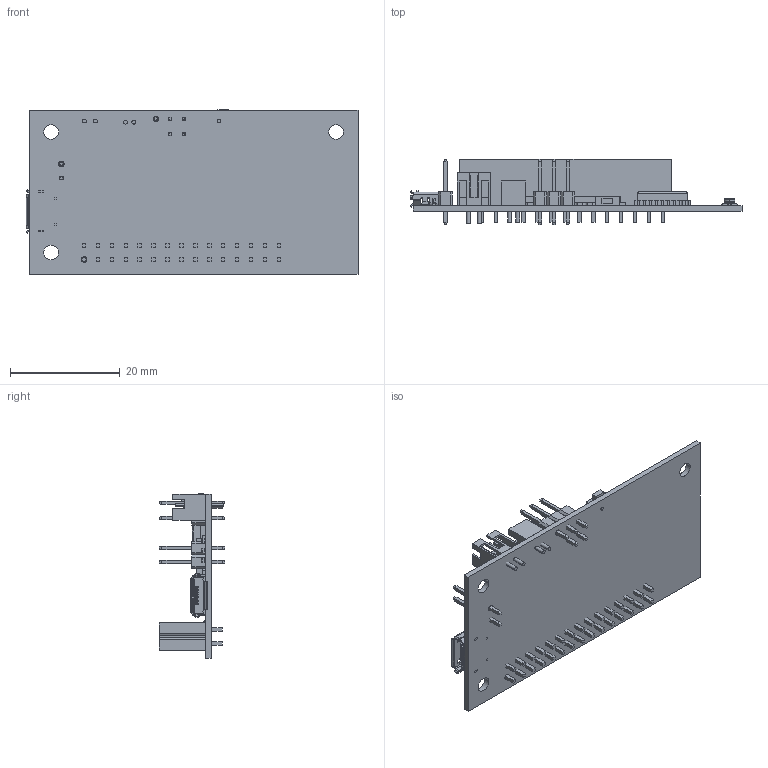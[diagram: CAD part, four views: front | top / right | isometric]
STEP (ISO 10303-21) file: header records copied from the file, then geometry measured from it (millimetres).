
FILE_DESCRIPTION((''),'2;1');
FILE_NAME('PWB-RAK5205_ASM','2020-02-06T',('lln'),(''),'PRO/ENGINEER BY PARAMETRIC TECHNOLOGY CORPORATION, 2010280','PRO/ENGINEER BY PARAMETRIC TECHNOLOGY CORPORATION, 2010280','');
FILE_SCHEMA(('CONFIG_CONTROL_DESIGN','SHAPE_APPEARANCE_LAYERS_GROUPS'));
Length unit declared in the file: millimetre
Products named in the file (12): PWB-RAK5205; FH2_54_2X15_H8_5; 1408C004; LORA_MODE; 1405_SINGLE_PIN; TS-1806B; 1502A00J; QUECTEL_L70-R; PH-2A; WF150-2PIN; IPEX-FEMALE; PWB-RAK5205_ASM
Assembly tree (20 placements, depth 2):
  PWB-RAK5205_ASM
    PWB-RAK5205
    FH2_54_2X15_H8_5
    1408C004
    LORA_MODE
    1405_SINGLE_PIN  x7
    TS-1806B
    1502A00J  x3
    QUECTEL_L70-R
    PH-2A
    WF150-2PIN
    IPEX-FEMALE  x2
Bounding box: 60.6 x 12 x 30.1 mm (x, y, z)
Volume: 4398.4 mm3; surface area: 7710.6 mm2
Topology: 20 solids, 20 shells, 1457 faces, 4007 edges, 2761 vertices
Faces by surface type: plane 1184, cylinder 251, cone 14, torus 4, sphere 4
Entity records: 45645 total; most frequent: CARTESIAN_POINT 6774, DIRECTION 6473, ORIENTED_EDGE 6326, EDGE_CURVE 3163, VECTOR 2791, LINE 2791, PRESENTATION_STYLE_ASSIGNMENT 2224, STYLED_ITEM 2187
